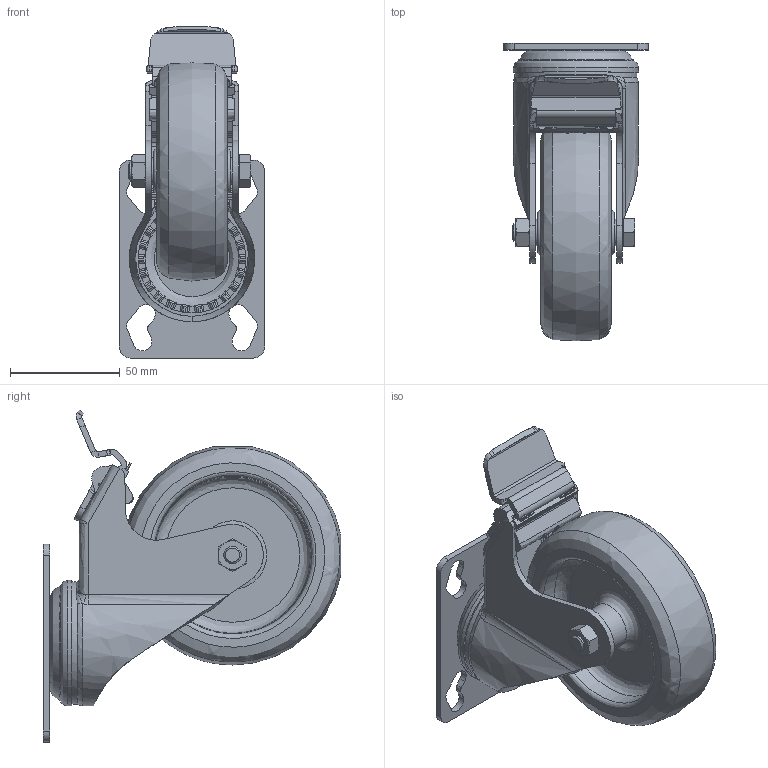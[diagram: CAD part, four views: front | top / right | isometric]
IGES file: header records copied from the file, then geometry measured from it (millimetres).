
Global section: file name: 519901; native system: Autodesk Inventor 2021; preprocessor: unknown; author: Špaček,,; organization: 11; date: 20230102.151810; units: millimetre
Bounding box: 66 x 135.17 x 150.94 mm (x, y, z)
Volume: 242781.4 mm3; surface area: 81169.8 mm2
Topology: 3 solids, 5 shells, 935 faces, 2446 edges, 1536 vertices
Faces by surface type: bspline 935
